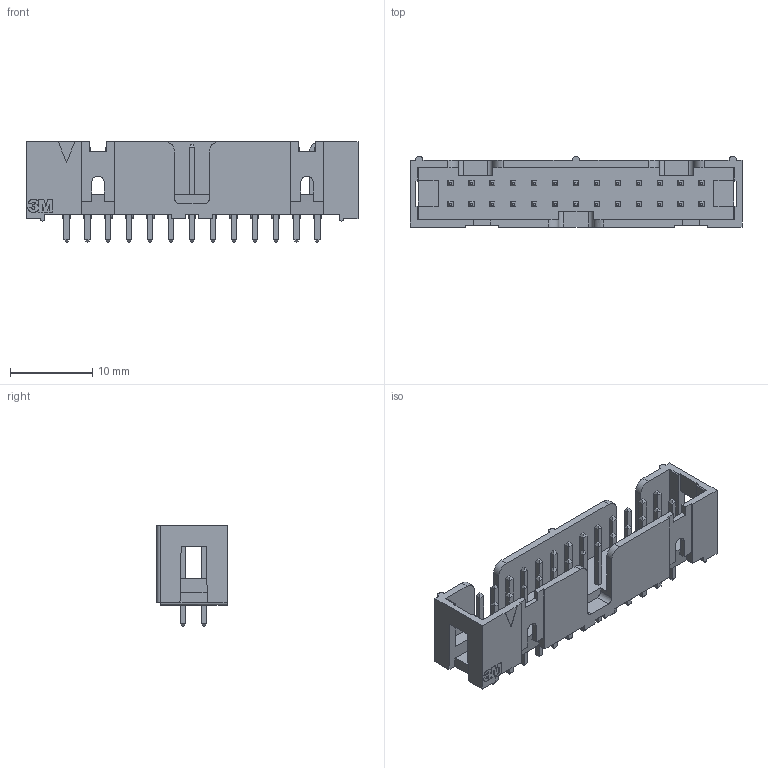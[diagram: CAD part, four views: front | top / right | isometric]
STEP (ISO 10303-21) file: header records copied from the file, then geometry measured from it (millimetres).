
FILE_DESCRIPTION(('FreeCAD Model'),'2;1');
FILE_NAME('2x13.stp','2017-11-14T17:29:41',(''),(''), 'Open CASCADE STEP processor 7.1','FreeCAD','Unknown');
FILE_SCHEMA(('AUTOMOTIVE_DESIGN { 1 0 10303 214 1 1 1 1 }'));
Length unit declared in the file: millimetre
Products named in the file (1): 9021
Bounding box: 40.34 x 8.64 x 12.24 mm (x, y, z)
Volume: 1254.2 mm3; surface area: 2635.3 mm2
Topology: 1 solids, 1 shells, 708 faces, 1730 edges, 1072 vertices
Faces by surface type: plane 644, cylinder 60, extrusion 4
Entity records: 21924 total; most frequent: CARTESIAN_POINT 8810, ORIENTED_EDGE 3460, EDGE_CURVE 1730, B_SPLINE_CURVE_WITH_KNOTS 1721, DIRECTION 1427, VERTEX_POINT 1072, FACE_BOUND 764, EDGE_LOOP 764
